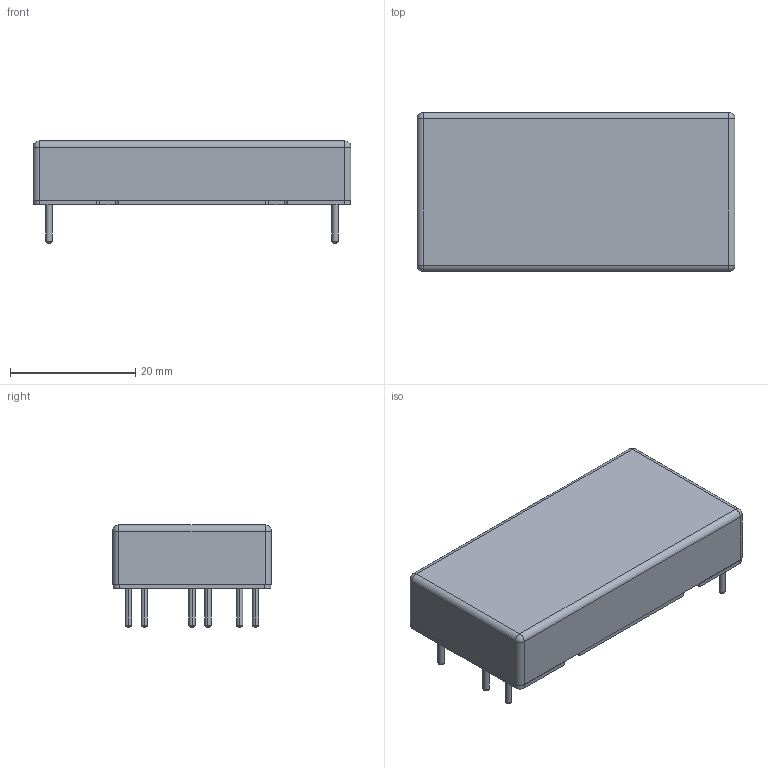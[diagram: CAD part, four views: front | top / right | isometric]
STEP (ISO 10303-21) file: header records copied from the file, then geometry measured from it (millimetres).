
FILE_DESCRIPTION(('FreeCAD Model'),'2;1');
FILE_NAME('RPA60-FW_3D_20190725.step','2019-07-25T14:56:47',('Author'),('') ,'Open CASCADE STEP processor 7.3','FreeCAD','Unknown');
FILE_SCHEMA(('AUTOMOTIVE_DESIGN { 1 0 10303 214 1 1 1 1 }'));
Length unit declared in the file: millimetre
Products named in the file (1): RPA60-FW
Bounding box: 50.8 x 25.4 x 16.3 mm (x, y, z)
Volume: 6657 mm3; surface area: 14165.3 mm2
Topology: 1 solids, 1 shells, 572 faces, 1506 edges, 976 vertices
Faces by surface type: cylinder 346, plane 174, cone 32, bspline 12, sphere 8
Entity records: 18699 total; most frequent: DIRECTION 3396, CARTESIAN_POINT 3379, ORIENTED_EDGE 3012, EDGE_CURVE 1506, AXIS2_PLACEMENT_3D 1329, VERTEX_POINT 976, FACE_BOUND 850, EDGE_LOOP 850
